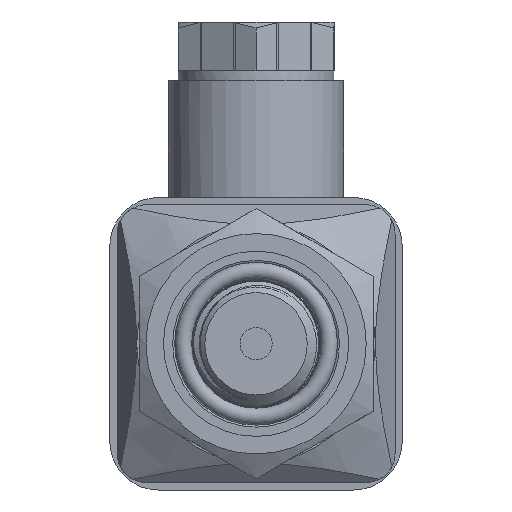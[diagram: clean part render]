
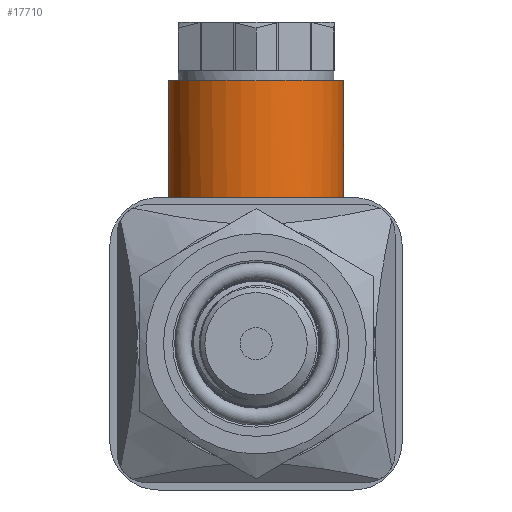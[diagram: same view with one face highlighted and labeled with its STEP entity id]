
A CAD part, left-side view. The second image highlights one B-rep face of the part: STEP entity #17710.
In plain terms, the highlighted cylindrical face has radius 9 mm (diameter 18 mm), a full revolution.
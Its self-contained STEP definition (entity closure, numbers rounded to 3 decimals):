
#1198=CYLINDRICAL_SURFACE('',#18937,9.);
#2170=FACE_OUTER_BOUND('',#3261,.T.);
#3261=EDGE_LOOP('',(#16614,#16615,#16616,#16617,#16618,#16619,#16620));
#3645=CIRCLE('',#18856,9.);
#3646=CIRCLE('',#18857,9.);
#3671=CIRCLE('',#18938,9.);
#4236=B_SPLINE_CURVE_WITH_KNOTS('',3,(#54829,#54830,#54831,#54832,#54833,
#54834,#54835,#54836,#54837,#54838),.UNSPECIFIED.,.F.,.F.,(4,2,1,1,1,1,
4),(-0.002,0.,0.204,0.408,0.611,
0.815,1.019),.UNSPECIFIED.);
#4237=B_SPLINE_CURVE_WITH_KNOTS('',3,(#54907,#54908,#54909,#54910,#54911,
#54912,#54913,#54914,#54915,#54916,#54917,#54918),.UNSPECIFIED.,.F.,.F.,
(4,1,1,1,1,1,1,2,4),(0.,0.204,0.306,
0.408,0.509,0.611,0.815,
1.019,1.02),.UNSPECIFIED.);
#5775=LINE('',#55246,#7331);
#7331=VECTOR('',#22731,9.);
#8651=VERTEX_POINT('',#52368);
#8911=VERTEX_POINT('',#54827);
#8912=VERTEX_POINT('',#54840);
#8914=VERTEX_POINT('',#54844);
#9005=VERTEX_POINT('',#55244);
#11401=EDGE_CURVE('',#8651,#8911,#4236,.T.);
#11404=EDGE_CURVE('',#8911,#8914,#3645,.T.);
#11405=EDGE_CURVE('',#8914,#8912,#3646,.T.);
#11406=EDGE_CURVE('',#8912,#8651,#4237,.T.);
#11551=EDGE_CURVE('',#9005,#9005,#3671,.T.);
#11552=EDGE_CURVE('',#9005,#8914,#5775,.T.);
#16614=ORIENTED_EDGE('',*,*,#11551,.F.);
#16615=ORIENTED_EDGE('',*,*,#11552,.T.);
#16616=ORIENTED_EDGE('',*,*,#11404,.F.);
#16617=ORIENTED_EDGE('',*,*,#11401,.F.);
#16618=ORIENTED_EDGE('',*,*,#11406,.F.);
#16619=ORIENTED_EDGE('',*,*,#11405,.F.);
#16620=ORIENTED_EDGE('',*,*,#11552,.F.);
#17710=ADVANCED_FACE('',(#2170),#1198,.T.);
#18856=AXIS2_PLACEMENT_3D('',#54845,#22458,#22459);
#18857=AXIS2_PLACEMENT_3D('',#54846,#22460,#22461);
#18937=AXIS2_PLACEMENT_3D('',#55243,#22727,#22728);
#18938=AXIS2_PLACEMENT_3D('',#55245,#22729,#22730);
#22458=DIRECTION('center_axis',(0.,0.,-1.));
#22459=DIRECTION('ref_axis',(1.,0.,0.));
#22460=DIRECTION('center_axis',(0.,0.,-1.));
#22461=DIRECTION('ref_axis',(1.,0.,0.));
#22727=DIRECTION('center_axis',(0.,0.,1.));
#22728=DIRECTION('ref_axis',(-1.,0.,0.));
#22729=DIRECTION('center_axis',(0.,0.,1.));
#22730=DIRECTION('ref_axis',(-1.,0.,0.));
#22731=DIRECTION('',(0.,0.,-1.));
#52368=CARTESIAN_POINT('',(-28.,0.,10.5));
#54827=CARTESIAN_POINT('',(-24.4,7.2,14.5));
#54829=CARTESIAN_POINT('Ctrl Pts',(-28.,0.,10.5));
#54830=CARTESIAN_POINT('Ctrl Pts',(-28.,0.004,10.503));
#54831=CARTESIAN_POINT('Ctrl Pts',(-28.,0.008,
10.505));
#54832=CARTESIAN_POINT('Ctrl Pts',(-27.999,0.528,
10.871));
#54833=CARTESIAN_POINT('Ctrl Pts',(-27.909,1.565,11.599));
#54834=CARTESIAN_POINT('Ctrl Pts',(-27.501,3.098,12.639));
#54835=CARTESIAN_POINT('Ctrl Pts',(-26.801,4.592,13.566));
#54836=CARTESIAN_POINT('Ctrl Pts',(-25.787,6.,14.28));
#54837=CARTESIAN_POINT('Ctrl Pts',(-24.889,6.833,14.5));
#54838=CARTESIAN_POINT('Ctrl Pts',(-24.4,7.2,14.5));
#54840=CARTESIAN_POINT('',(-24.4,-7.2,14.5));
#54844=CARTESIAN_POINT('',(-10.,0.,14.5));
#54845=CARTESIAN_POINT('Origin',(-19.,0.,14.5));
#54846=CARTESIAN_POINT('Origin',(-19.,0.,14.5));
#54907=CARTESIAN_POINT('Ctrl Pts',(-24.4,-7.2,14.5));
#54908=CARTESIAN_POINT('Ctrl Pts',(-24.889,-6.833,
14.5));
#54909=CARTESIAN_POINT('Ctrl Pts',(-25.563,-6.207,
14.335));
#54910=CARTESIAN_POINT('Ctrl Pts',(-26.294,-5.296,
13.923));
#54911=CARTESIAN_POINT('Ctrl Pts',(-26.763,-4.579,
13.539));
#54912=CARTESIAN_POINT('Ctrl Pts',(-27.15,-3.846,
13.104));
#54913=CARTESIAN_POINT('Ctrl Pts',(-27.569,-2.842,
12.466));
#54914=CARTESIAN_POINT('Ctrl Pts',(-27.909,-1.565,
11.6));
#54915=CARTESIAN_POINT('Ctrl Pts',(-27.999,-0.528,
10.871));
#54916=CARTESIAN_POINT('Ctrl Pts',(-28.,-0.008,
10.505));
#54917=CARTESIAN_POINT('Ctrl Pts',(-28.,-0.004,10.503));
#54918=CARTESIAN_POINT('Ctrl Pts',(-28.,0.,10.5));
#55243=CARTESIAN_POINT('Origin',(-19.,0.,13.5));
#55244=CARTESIAN_POINT('',(-10.,0.,27.));
#55245=CARTESIAN_POINT('Origin',(-19.,0.,27.));
#55246=CARTESIAN_POINT('',(-10.,0.,13.5));
